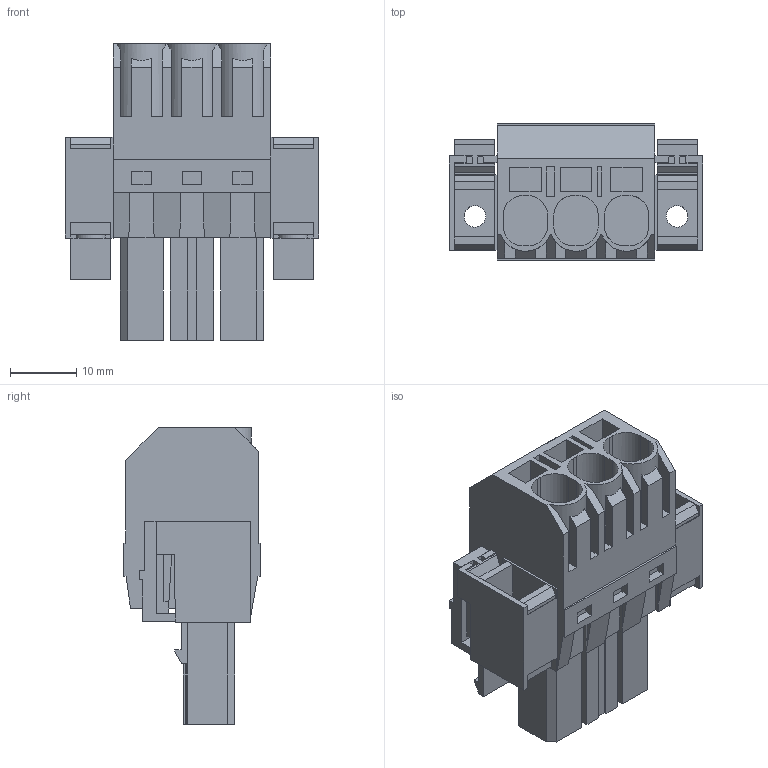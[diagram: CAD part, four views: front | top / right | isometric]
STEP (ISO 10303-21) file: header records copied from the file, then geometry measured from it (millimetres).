
FILE_DESCRIPTION(('CATIA V5 STEP Exchange','CAx-IF Rec.Pracs.--- Model Styling and Organization---1.4--- 2014-01-23'),'2;1');
FILE_NAME ('D1447930_1_1060450000_1060450000.stp','2023-09-07T12:48:44+00:00',('none'),('Weidmueller'),'CATIA Version 5-6 Release 2016 SP3 HF44','CATIA V5 STEP AP214','none');
FILE_SCHEMA(('AUTOMOTIVE_DESIGN { 1 0 10303 214 1 1 1 1 }'));
Length unit declared in the file: millimetre
Products named in the file (1): 1060450000
Bounding box: 38.1 x 20.6 x 44.7 mm (x, y, z)
Volume: 15110.9 mm3; surface area: 10432.3 mm2
Topology: 3 solids, 3 shells, 433 faces, 1224 edges, 815 vertices
Faces by surface type: plane 410, cylinder 23
Entity records: 13528 total; most frequent: CARTESIAN_POINT 2553, ORIENTED_EDGE 2448, DIRECTION 1875, EDGE_CURVE 1224, VECTOR 1166, LINE 1166, VERTEX_POINT 815, EDGE_LOOP 459
